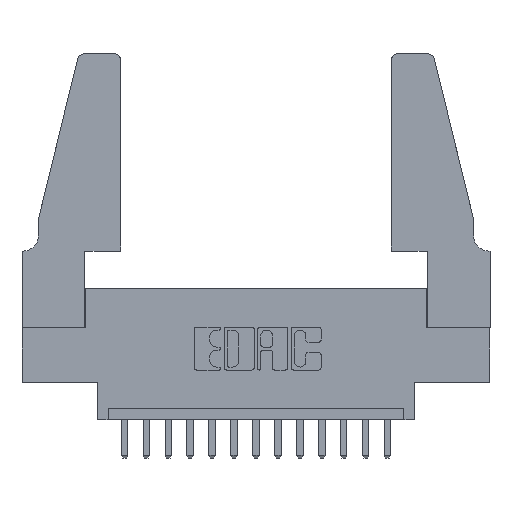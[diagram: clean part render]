
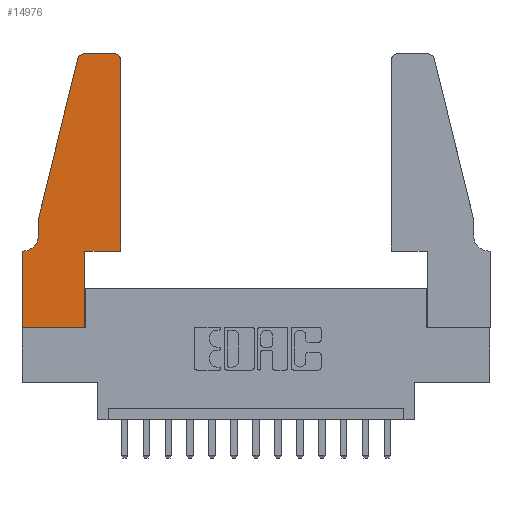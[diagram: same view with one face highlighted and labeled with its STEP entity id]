
A CAD part, top view. The second image highlights one B-rep face of the part: STEP entity #14976.
In plain terms, the highlighted planar face has unit normal (0, 0, 1).
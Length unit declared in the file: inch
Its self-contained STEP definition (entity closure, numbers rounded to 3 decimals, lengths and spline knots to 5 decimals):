
#131 = CARTESIAN_POINT ( 'NONE',  ( 0.2865, 0.35, 0.37 ) ) ;
#728 = CARTESIAN_POINT ( 'NONE',  ( 0., 0., 0.37 ) ) ;
#863 = LINE ( 'NONE', #15941, #13712 ) ;
#896 = LINE ( 'NONE', #15889, #2815 ) ;
#1216 = CARTESIAN_POINT ( 'NONE',  ( 0., 0.35, 0.37 ) ) ;
#1219 = DIRECTION ( 'NONE',  ( 0., 0., 1. ) ) ;
#1227 = CARTESIAN_POINT ( 'NONE',  ( 0.284, 1.25, 0.37 ) ) ;
#1439 = CARTESIAN_POINT ( 'NONE',  ( 0.4505, 1.22, 0.37 ) ) ;
#1543 = ORIENTED_EDGE ( 'NONE', *, *, #13376, .T. ) ;
#1992 = EDGE_CURVE ( 'NONE', #12654, #13090, #15883, .T. ) ;
#2123 = EDGE_CURVE ( 'NONE', #9056, #6142, #863, .T. ) ;
#2201 = ORIENTED_EDGE ( 'NONE', *, *, #7090, .T. ) ;
#2737 = CARTESIAN_POINT ( 'NONE',  ( 0.0755, 0.42, 0.37 ) ) ;
#2815 = VECTOR ( 'NONE', #14535, 39.37008 ) ;
#2873 = CARTESIAN_POINT ( 'NONE',  ( 0.284, 1.22, 0.37 ) ) ;
#3018 = AXIS2_PLACEMENT_3D ( 'NONE', #5345, #14124, #5293 ) ;
#3128 = EDGE_LOOP ( 'NONE', ( #12740, #12750, #11372, #2201, #15949, #11271, #4729, #1543, #15472, #15240, #5319, #3146 ) ) ;
#3146 = ORIENTED_EDGE ( 'NONE', *, *, #12477, .T. ) ;
#3177 = DIRECTION ( 'NONE',  ( 0., 1., 0. ) ) ;
#3229 = CARTESIAN_POINT ( 'NONE',  ( 0.2865, 0., 0.37 ) ) ;
#3838 = CIRCLE ( 'NONE', #7284, 0.03 ) ;
#4134 = FACE_OUTER_BOUND ( 'NONE', #3128, .T. ) ;
#4225 = CARTESIAN_POINT ( 'NONE',  ( 0.4505, 0.35, 0.37 ) ) ;
#4352 = CARTESIAN_POINT ( 'NONE',  ( 0.0055, 0.42, 0.37 ) ) ;
#4455 = DIRECTION ( 'NONE',  ( 0., 0., -1. ) ) ;
#4729 = ORIENTED_EDGE ( 'NONE', *, *, #2123, .T. ) ;
#4757 = CARTESIAN_POINT ( 'NONE',  ( 0.4205, 1.22, 0.37 ) ) ;
#5293 = DIRECTION ( 'NONE',  ( 1., 0., 0. ) ) ;
#5319 = ORIENTED_EDGE ( 'NONE', *, *, #11724, .T. ) ;
#5345 = CARTESIAN_POINT ( 'NONE',  ( 0., 0.35, 0.37 ) ) ;
#5570 = CARTESIAN_POINT ( 'NONE',  ( 0.2865, 0.35, 0.37 ) ) ;
#5586 = DIRECTION ( 'NONE',  ( -1., 0., 0. ) ) ;
#6142 = VERTEX_POINT ( 'NONE', #728 ) ;
#6619 = LINE ( 'NONE', #7443, #9972 ) ;
#7080 = DIRECTION ( 'NONE',  ( 0., -1., 0. ) ) ;
#7082 = CARTESIAN_POINT ( 'NONE',  ( 0.0755, 0.5, 0.37 ) ) ;
#7090 = EDGE_CURVE ( 'NONE', #10511, #12654, #6619, .T. ) ;
#7127 = CARTESIAN_POINT ( 'NONE',  ( 0.0055, 0.35, 0.37 ) ) ;
#7146 = LINE ( 'NONE', #13045, #9149 ) ;
#7162 = DIRECTION ( 'NONE',  ( 0., 0., 1. ) ) ;
#7284 = AXIS2_PLACEMENT_3D ( 'NONE', #2873, #1219, #10352 ) ;
#7329 = AXIS2_PLACEMENT_3D ( 'NONE', #4352, #4455, #5586 ) ;
#7443 = CARTESIAN_POINT ( 'NONE',  ( 0.0755, 0.5, 0.37 ) ) ;
#7495 = VECTOR ( 'NONE', #9734, 39.37008 ) ;
#7699 = VERTEX_POINT ( 'NONE', #3229 ) ;
#7915 = VERTEX_POINT ( 'NONE', #9681 ) ;
#8358 = VECTOR ( 'NONE', #9547, 39.37008 ) ;
#8394 = VERTEX_POINT ( 'NONE', #12075 ) ;
#8453 = DIRECTION ( 'NONE',  ( 1., 0., 0. ) ) ;
#8510 = LINE ( 'NONE', #15282, #13953 ) ;
#8674 = CARTESIAN_POINT ( 'NONE',  ( 0.0755, 0.35, 0.37 ) ) ;
#8939 = DIRECTION ( 'NONE',  ( 0., -1., 0. ) ) ;
#8967 = VECTOR ( 'NONE', #12115, 39.37008 ) ;
#9056 = VERTEX_POINT ( 'NONE', #1216 ) ;
#9149 = VECTOR ( 'NONE', #3177, 39.37008 ) ;
#9181 = DIRECTION ( 'NONE',  ( 1., 0., 0. ) ) ;
#9547 = DIRECTION ( 'NONE',  ( -1., 0., 0. ) ) ;
#9681 = CARTESIAN_POINT ( 'NONE',  ( 0.25487, 1.22718, 0.37 ) ) ;
#9734 = DIRECTION ( 'NONE',  ( 0., 1., 0. ) ) ;
#9926 = VERTEX_POINT ( 'NONE', #5570 ) ;
#9972 = VECTOR ( 'NONE', #8939, 39.37008 ) ;
#10352 = DIRECTION ( 'NONE',  ( 1., 0., 0. ) ) ;
#10509 = EDGE_CURVE ( 'NONE', #7915, #10511, #12271, .T. ) ;
#10511 = VERTEX_POINT ( 'NONE', #12177 ) ;
#10643 = CARTESIAN_POINT ( 'NONE',  ( 0.2605, 1.25, 0.37 ) ) ;
#11218 = LINE ( 'NONE', #131, #7495 ) ;
#11271 = ORIENTED_EDGE ( 'NONE', *, *, #14449, .T. ) ;
#11372 = ORIENTED_EDGE ( 'NONE', *, *, #10509, .T. ) ;
#11573 = EDGE_CURVE ( 'NONE', #8394, #16003, #12045, .T. ) ;
#11724 = EDGE_CURVE ( 'NONE', #13422, #14270, #7146, .T. ) ;
#12045 = LINE ( 'NONE', #10643, #8358 ) ;
#12075 = CARTESIAN_POINT ( 'NONE',  ( 0.4205, 1.25, 0.37 ) ) ;
#12115 = DIRECTION ( 'NONE',  ( -0.239, -0.971, 0. ) ) ;
#12177 = CARTESIAN_POINT ( 'NONE',  ( 0.0755, 0.5, 0.37 ) ) ;
#12271 = LINE ( 'NONE', #7082, #8967 ) ;
#12322 = LINE ( 'NONE', #8674, #14298 ) ;
#12477 = EDGE_CURVE ( 'NONE', #14270, #8394, #12984, .T. ) ;
#12599 = AXIS2_PLACEMENT_3D ( 'NONE', #4757, #7162, #8453 ) ;
#12654 = VERTEX_POINT ( 'NONE', #2737 ) ;
#12740 = ORIENTED_EDGE ( 'NONE', *, *, #11573, .T. ) ;
#12750 = ORIENTED_EDGE ( 'NONE', *, *, #15382, .T. ) ;
#12807 = PLANE ( 'NONE',  #3018 ) ;
#12984 = CIRCLE ( 'NONE', #12599, 0.03 ) ;
#13045 = CARTESIAN_POINT ( 'NONE',  ( 0.4505, 0.35, 0.37 ) ) ;
#13082 = EDGE_CURVE ( 'NONE', #7699, #9926, #11218, .T. ) ;
#13090 = VERTEX_POINT ( 'NONE', #7127 ) ;
#13109 = EDGE_CURVE ( 'NONE', #9926, #13422, #896, .T. ) ;
#13376 = EDGE_CURVE ( 'NONE', #6142, #7699, #8510, .T. ) ;
#13422 = VERTEX_POINT ( 'NONE', #4225 ) ;
#13712 = VECTOR ( 'NONE', #7080, 39.37008 ) ;
#13953 = VECTOR ( 'NONE', #9181, 39.37008 ) ;
#14124 = DIRECTION ( 'NONE',  ( 0., 0., 1. ) ) ;
#14270 = VERTEX_POINT ( 'NONE', #1439 ) ;
#14298 = VECTOR ( 'NONE', #16009, 39.37008 ) ;
#14449 = EDGE_CURVE ( 'NONE', #13090, #9056, #12322, .T. ) ;
#14535 = DIRECTION ( 'NONE',  ( 1., 0., 0. ) ) ;
#14976 = ADVANCED_FACE ( 'NONE', ( #4134 ), #12807, .T. ) ;
#15240 = ORIENTED_EDGE ( 'NONE', *, *, #13109, .T. ) ;
#15282 = CARTESIAN_POINT ( 'NONE',  ( 0., 0., 0.37 ) ) ;
#15382 = EDGE_CURVE ( 'NONE', #16003, #7915, #3838, .T. ) ;
#15472 = ORIENTED_EDGE ( 'NONE', *, *, #13082, .T. ) ;
#15883 = CIRCLE ( 'NONE', #7329, 0.07 ) ;
#15889 = CARTESIAN_POINT ( 'NONE',  ( 0.4505, 0.35, 0.37 ) ) ;
#15941 = CARTESIAN_POINT ( 'NONE',  ( 0., 0., 0.37 ) ) ;
#15949 = ORIENTED_EDGE ( 'NONE', *, *, #1992, .T. ) ;
#16003 = VERTEX_POINT ( 'NONE', #1227 ) ;
#16009 = DIRECTION ( 'NONE',  ( -1., 0., 0. ) ) ;
